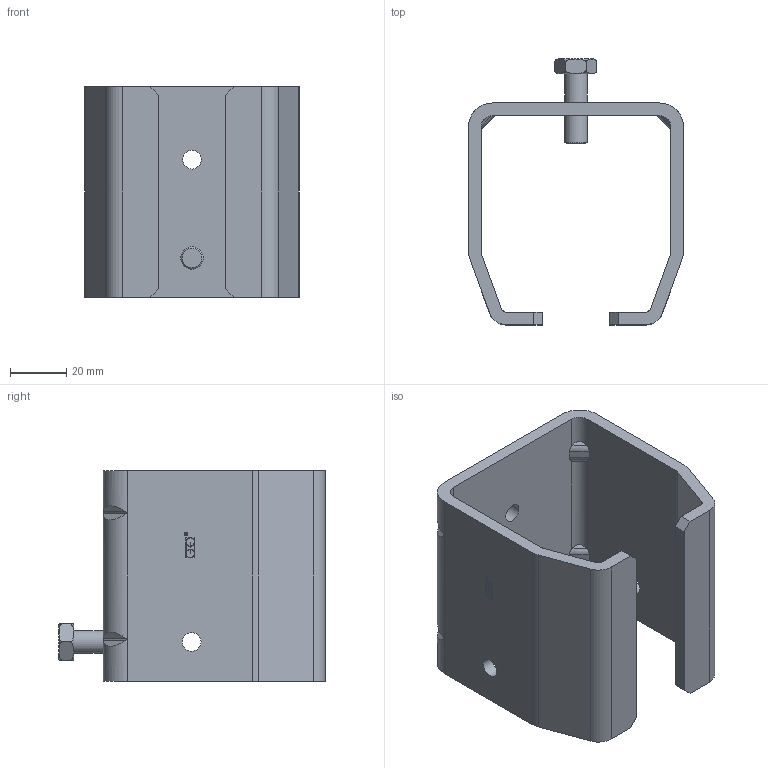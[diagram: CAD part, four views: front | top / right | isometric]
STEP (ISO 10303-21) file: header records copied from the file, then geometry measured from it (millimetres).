
FILE_DESCRIPTION(/* description */ ('Collier à Souder 9050'),/* implementation_level */ '2;1');
FILE_NAME(/* name */ '9058.stp',/* time_stamp */ '2016-08-25T13:38:45+02:00',/* author */ ('Giuliano'),/* organization */ (''),/* preprocessor_version */ 'ST-DEVELOPER v15.6',/* originating_system */ 'Autodesk Inventor 2015',/* authorisation */ '');
FILE_SCHEMA (('AUTOMOTIVE_DESIGN { 1 0 10303 214 3 1 1 }'));
Length unit declared in the file: millimetre
Products named in the file (3): 15705; 04519; 9058
Assembly tree (2 placements, depth 2):
  9058
    15705
    04519
Bounding box: 76.5 x 94.8 x 75 mm (x, y, z)
Volume: 85202.6 mm3; surface area: 41385.6 mm2
Topology: 2 solids, 2 shells, 202 faces, 534 edges, 356 vertices
Faces by surface type: plane 121, cylinder 45, bspline 33, torus 2, cone 1
Full cylindrical faces by diameter (mm): 1.151 x1, 1.25 x1, 6.647 x4, 8 x1
Entity records: 6814 total; most frequent: CARTESIAN_POINT 1968, ORIENTED_EDGE 1042, DIRECTION 860, EDGE_CURVE 521, VERTEX_POINT 353, LINE 326, VECTOR 326, AXIS2_PLACEMENT_3D 267
